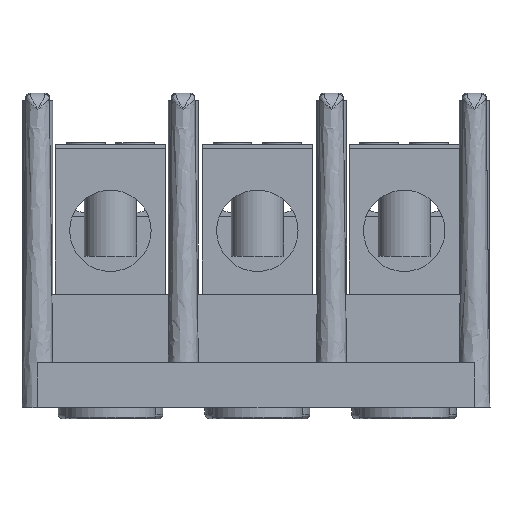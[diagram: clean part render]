
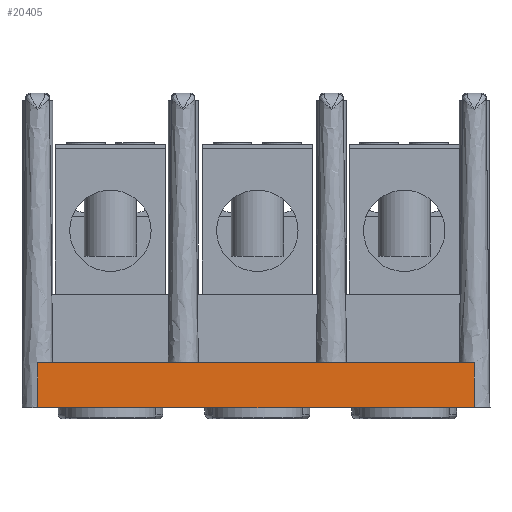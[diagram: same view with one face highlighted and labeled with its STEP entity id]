
A CAD part, front view. The second image highlights one B-rep face of the part: STEP entity #20405.
In plain terms, the highlighted planar face has unit normal (0, -1, 0.018).
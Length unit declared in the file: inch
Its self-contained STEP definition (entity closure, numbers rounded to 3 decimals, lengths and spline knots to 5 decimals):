
#508 = CARTESIAN_POINT ( 'NONE',  ( 0., -1.41966, -2. ) ) ;
#741 = DIRECTION ( 'NONE',  ( 1., 0., 0. ) ) ;
#908 = FACE_OUTER_BOUND ( 'NONE', #9404, .T. ) ;
#1480 = ORIENTED_EDGE ( 'NONE', *, *, #5186, .T. ) ;
#1623 = EDGE_CURVE ( 'NONE', #4786, #17556, #18075, .T. ) ;
#1643 = VERTEX_POINT ( 'NONE', #10899 ) ;
#1964 = EDGE_CURVE ( 'NONE', #1643, #20959, #8822, .T. ) ;
#4013 = CARTESIAN_POINT ( 'NONE',  ( 0., -1.41966, -2. ) ) ;
#4092 = VECTOR ( 'NONE', #6889, 39.37008 ) ;
#4249 = LINE ( 'NONE', #8121, #15929 ) ;
#4415 = PLANE ( 'NONE',  #18909 ) ;
#4786 = VERTEX_POINT ( 'NONE', #19321 ) ;
#5186 = EDGE_CURVE ( 'NONE', #4786, #21972, #6190, .T. ) ;
#5437 = ORIENTED_EDGE ( 'NONE', *, *, #17596, .T. ) ;
#6190 = LINE ( 'NONE', #508, #8920 ) ;
#6803 = ORIENTED_EDGE ( 'NONE', *, *, #13405, .T. ) ;
#6889 = DIRECTION ( 'NONE',  ( 0., -0.017, -1. ) ) ;
#7524 = VECTOR ( 'NONE', #10534, 39.37008 ) ;
#8121 = CARTESIAN_POINT ( 'NONE',  ( 0., -1.42402, -2.25 ) ) ;
#8289 = DIRECTION ( 'NONE',  ( 0., -0.017, -1. ) ) ;
#8822 = LINE ( 'NONE', #21459, #4092 ) ;
#8920 = VECTOR ( 'NONE', #9933, 39.37008 ) ;
#9404 = EDGE_LOOP ( 'NONE', ( #6803, #21278, #1480, #20293, #5437, #16552 ) ) ;
#9933 = DIRECTION ( 'NONE',  ( -1., 0., 0. ) ) ;
#10171 = CARTESIAN_POINT ( 'NONE',  ( 0., -1.41966, -2. ) ) ;
#10534 = DIRECTION ( 'NONE',  ( -1., 0., 0. ) ) ;
#10899 = CARTESIAN_POINT ( 'NONE',  ( -0.40501, -1.41966, -2. ) ) ;
#11210 = CARTESIAN_POINT ( 'NONE',  ( 1.23002, -1.41966, -2. ) ) ;
#13405 = EDGE_CURVE ( 'NONE', #20959, #17556, #4249, .T. ) ;
#13526 = CARTESIAN_POINT ( 'NONE',  ( 0.40499, -1.41966, -2. ) ) ;
#13703 = CARTESIAN_POINT ( 'NONE',  ( 2.02499, -1.42402, -2.25 ) ) ;
#14196 = CARTESIAN_POINT ( 'NONE',  ( 2.02499, -1.40876, -1.37566 ) ) ;
#14554 = DIRECTION ( 'NONE',  ( 0., -0.017, -1. ) ) ;
#15035 = VECTOR ( 'NONE', #14554, 39.37008 ) ;
#15405 = LINE ( 'NONE', #4013, #15668 ) ;
#15447 = DIRECTION ( 'NONE',  ( 0., -1., 0.017 ) ) ;
#15668 = VECTOR ( 'NONE', #18699, 39.37008 ) ;
#15812 = CARTESIAN_POINT ( 'NONE',  ( 0., -1.42402, -2.25 ) ) ;
#15929 = VECTOR ( 'NONE', #741, 39.37008 ) ;
#16552 = ORIENTED_EDGE ( 'NONE', *, *, #1964, .T. ) ;
#17556 = VERTEX_POINT ( 'NONE', #13703 ) ;
#17596 = EDGE_CURVE ( 'NONE', #18151, #1643, #15405, .T. ) ;
#17666 = EDGE_CURVE ( 'NONE', #21972, #18151, #21597, .T. ) ;
#18075 = LINE ( 'NONE', #14196, #15035 ) ;
#18151 = VERTEX_POINT ( 'NONE', #13526 ) ;
#18699 = DIRECTION ( 'NONE',  ( -1., 0., 0. ) ) ;
#18909 = AXIS2_PLACEMENT_3D ( 'NONE', #15812, #15447, #8289 ) ;
#19321 = CARTESIAN_POINT ( 'NONE',  ( 2.02499, -1.41966, -2. ) ) ;
#20293 = ORIENTED_EDGE ( 'NONE', *, *, #17666, .T. ) ;
#20405 = ADVANCED_FACE ( 'NONE', ( #908 ), #4415, .T. ) ;
#20959 = VERTEX_POINT ( 'NONE', #21729 ) ;
#21278 = ORIENTED_EDGE ( 'NONE', *, *, #1623, .F. ) ;
#21459 = CARTESIAN_POINT ( 'NONE',  ( -0.40501, -1.41966, -2. ) ) ;
#21597 = LINE ( 'NONE', #10171, #7524 ) ;
#21729 = CARTESIAN_POINT ( 'NONE',  ( -0.40501, -1.42402, -2.25 ) ) ;
#21972 = VERTEX_POINT ( 'NONE', #11210 ) ;
